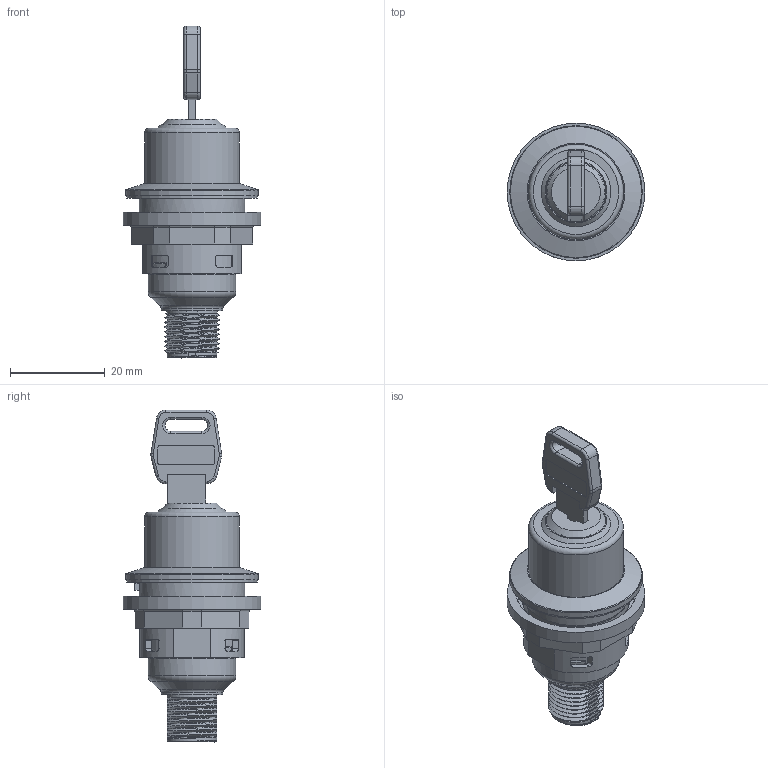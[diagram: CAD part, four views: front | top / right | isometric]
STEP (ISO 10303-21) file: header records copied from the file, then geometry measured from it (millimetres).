
FILE_DESCRIPTION(/* description */ (''),/* implementation_level */ '2;1');
FILE_NAME(/* name */ 'S(SW)(VA)SSA15OI_C008_ipt.stp',/* time_stamp */ '2019-12-10T16:21:11+01:00',/* author */ ('ahoffmann'),/* organization */ (''),/* preprocessor_version */ 'ST-DEVELOPER v17.2',/* originating_system */ 'Autodesk Inventor 2019',/* authorisation */ '');
FILE_SCHEMA (('AUTOMOTIVE_DESIGN { 1 0 10303 214 3 1 1 }'));
Length unit declared in the file: millimetre
Products named in the file (1): S(SW)(VA)SSA15OI_C008
Bounding box: 29 x 29 x 69.9 mm (x, y, z)
Volume: 15245.8 mm3; surface area: 6440.9 mm2
Topology: 1 solids, 1 shells, 381 faces, 1015 edges, 662 vertices
Faces by surface type: plane 181, cylinder 124, bspline 33, torus 28, cone 9, sphere 6
Full cylindrical faces by diameter (mm): 1 x4, 8.3 x1, 11.9 x1, 12.65 x1, 13 x1, 18.5 x2, 19.95 x1, 22.2 x1, 22.6 x1, 25.35 x1, 27.4 x1, 27.9 x1, 29 x1
Entity records: 17444 total; most frequent: CARTESIAN_POINT 8106, ORIENTED_EDGE 2022, DIRECTION 1840, EDGE_CURVE 1011, AXIS2_PLACEMENT_3D 676, VERTEX_POINT 662, LINE 488, VECTOR 488
